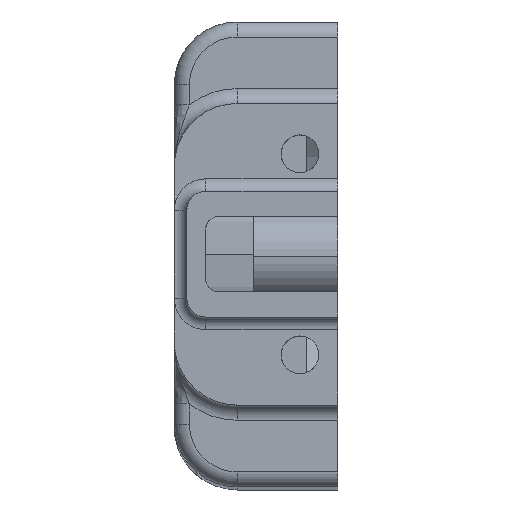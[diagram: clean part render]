
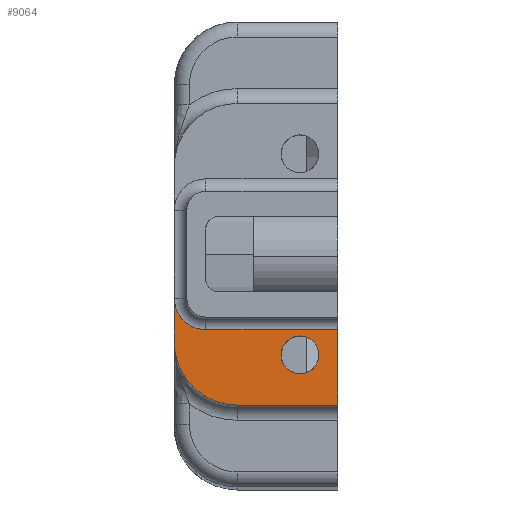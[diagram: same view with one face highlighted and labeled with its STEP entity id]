
A CAD part, top view. The second image highlights one B-rep face of the part: STEP entity #9064.
In plain terms, the highlighted planar face has unit normal (0, 0, 1).
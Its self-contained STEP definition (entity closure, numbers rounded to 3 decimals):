
#16 = CARTESIAN_POINT ( 'NONE',  ( 1., -12., 148.4 ) ) ;
#86 = CIRCLE ( 'NONE', #1448, 5. ) ;
#102 = DIRECTION ( 'NONE',  ( -1., 0., 0. ) ) ;
#140 = LINE ( 'NONE', #16, #5417 ) ;
#477 = VERTEX_POINT ( 'NONE', #6870 ) ;
#490 = CARTESIAN_POINT ( 'NONE',  ( 1., -6., 148.4 ) ) ;
#840 = VECTOR ( 'NONE', #2903, 1000. ) ;
#844 = EDGE_CURVE ( 'NONE', #477, #6532, #5115, .T. ) ;
#1239 = DIRECTION ( 'NONE',  ( 0., 0., 1. ) ) ;
#1448 = AXIS2_PLACEMENT_3D ( 'NONE', #12707, #2536, #5877 ) ;
#1869 = EDGE_CURVE ( 'NONE', #5896, #5247, #4598, .T. ) ;
#1890 = VECTOR ( 'NONE', #2713, 1000. ) ;
#2325 = DIRECTION ( 'NONE',  ( 1., 0., 0. ) ) ;
#2448 = LINE ( 'NONE', #6873, #840 ) ;
#2536 = DIRECTION ( 'NONE',  ( 0., 0., 1. ) ) ;
#2591 = CARTESIAN_POINT ( 'NONE',  ( -7., -12., 148.4 ) ) ;
#2665 = ORIENTED_EDGE ( 'NONE', *, *, #12626, .T. ) ;
#2713 = DIRECTION ( 'NONE',  ( 1., 0., 0. ) ) ;
#2746 = ORIENTED_EDGE ( 'NONE', *, *, #4165, .T. ) ;
#2903 = DIRECTION ( 'NONE',  ( -1., 0., 0. ) ) ;
#2910 = ORIENTED_EDGE ( 'NONE', *, *, #10357, .F. ) ;
#3265 = DIRECTION ( 'NONE',  ( 0., 0., -1. ) ) ;
#3715 = CARTESIAN_POINT ( 'NONE',  ( -12., -12., 148.4 ) ) ;
#3778 = FACE_BOUND ( 'NONE', #6574, .T. ) ;
#3989 = VERTEX_POINT ( 'NONE', #12204 ) ;
#4165 = EDGE_CURVE ( 'NONE', #5247, #10941, #140, .T. ) ;
#4250 = EDGE_CURVE ( 'NONE', #6532, #9875, #9032, .T. ) ;
#4504 = EDGE_LOOP ( 'NONE', ( #11203, #2746, #2665, #4802, #10326, #11825 ) ) ;
#4598 = LINE ( 'NONE', #8645, #1890 ) ;
#4802 = ORIENTED_EDGE ( 'NONE', *, *, #844, .T. ) ;
#5115 = CIRCLE ( 'NONE', #5326, 2.5 ) ;
#5208 = AXIS2_PLACEMENT_3D ( 'NONE', #10275, #1239, #102 ) ;
#5247 = VERTEX_POINT ( 'NONE', #7132 ) ;
#5326 = AXIS2_PLACEMENT_3D ( 'NONE', #8404, #3265, #2325 ) ;
#5417 = VECTOR ( 'NONE', #9224, 1000. ) ;
#5592 = AXIS2_PLACEMENT_3D ( 'NONE', #3715, #6760, #5746 ) ;
#5720 = CARTESIAN_POINT ( 'NONE',  ( -12., -7., 148.4 ) ) ;
#5746 = DIRECTION ( 'NONE',  ( 1., 0., 0. ) ) ;
#5877 = DIRECTION ( 'NONE',  ( 1., 0., 0. ) ) ;
#5896 = VERTEX_POINT ( 'NONE', #2591 ) ;
#6532 = VERTEX_POINT ( 'NONE', #9885 ) ;
#6574 = EDGE_LOOP ( 'NONE', ( #2910, #9324 ) ) ;
#6667 = PLANE ( 'NONE',  #5592 ) ;
#6760 = DIRECTION ( 'NONE',  ( 0., 0., 1. ) ) ;
#6763 = CARTESIAN_POINT ( 'NONE',  ( -0.5, -8., 148.4 ) ) ;
#6870 = CARTESIAN_POINT ( 'NONE',  ( -9.5, -6., 148.4 ) ) ;
#6873 = CARTESIAN_POINT ( 'NONE',  ( -12., -6., 148.4 ) ) ;
#6903 = CIRCLE ( 'NONE', #8906, 1.5 ) ;
#7132 = CARTESIAN_POINT ( 'NONE',  ( 1., -12., 148.4 ) ) ;
#7756 = FACE_OUTER_BOUND ( 'NONE', #4504, .T. ) ;
#8146 = DIRECTION ( 'NONE',  ( -1., 0., 0. ) ) ;
#8404 = CARTESIAN_POINT ( 'NONE',  ( -9.5, -3.5, 148.4 ) ) ;
#8645 = CARTESIAN_POINT ( 'NONE',  ( -12., -12., 148.4 ) ) ;
#8715 = VECTOR ( 'NONE', #10293, 1000. ) ;
#8906 = AXIS2_PLACEMENT_3D ( 'NONE', #10139, #11009, #8146 ) ;
#9032 = LINE ( 'NONE', #10247, #8715 ) ;
#9064 = ADVANCED_FACE ( 'NONE', ( #3778, #7756 ), #6667, .T. ) ;
#9224 = DIRECTION ( 'NONE',  ( 0., 1., 0. ) ) ;
#9324 = ORIENTED_EDGE ( 'NONE', *, *, #10479, .F. ) ;
#9875 = VERTEX_POINT ( 'NONE', #5720 ) ;
#9885 = CARTESIAN_POINT ( 'NONE',  ( -12., -3.5, 148.4 ) ) ;
#10100 = CIRCLE ( 'NONE', #5208, 1.5 ) ;
#10139 = CARTESIAN_POINT ( 'NONE',  ( -2., -8., 148.4 ) ) ;
#10247 = CARTESIAN_POINT ( 'NONE',  ( -12., -12., 148.4 ) ) ;
#10275 = CARTESIAN_POINT ( 'NONE',  ( -2., -8., 148.4 ) ) ;
#10291 = EDGE_CURVE ( 'NONE', #9875, #5896, #86, .T. ) ;
#10293 = DIRECTION ( 'NONE',  ( 0., -1., 0. ) ) ;
#10326 = ORIENTED_EDGE ( 'NONE', *, *, #4250, .T. ) ;
#10357 = EDGE_CURVE ( 'NONE', #12283, #3989, #6903, .T. ) ;
#10479 = EDGE_CURVE ( 'NONE', #3989, #12283, #10100, .T. ) ;
#10941 = VERTEX_POINT ( 'NONE', #490 ) ;
#11009 = DIRECTION ( 'NONE',  ( 0., 0., 1. ) ) ;
#11203 = ORIENTED_EDGE ( 'NONE', *, *, #1869, .T. ) ;
#11825 = ORIENTED_EDGE ( 'NONE', *, *, #10291, .T. ) ;
#12204 = CARTESIAN_POINT ( 'NONE',  ( -3.5, -8., 148.4 ) ) ;
#12283 = VERTEX_POINT ( 'NONE', #6763 ) ;
#12626 = EDGE_CURVE ( 'NONE', #10941, #477, #2448, .T. ) ;
#12707 = CARTESIAN_POINT ( 'NONE',  ( -7., -7., 148.4 ) ) ;
